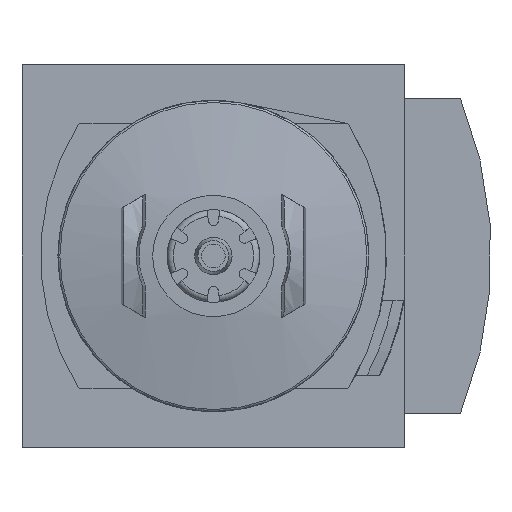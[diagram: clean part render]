
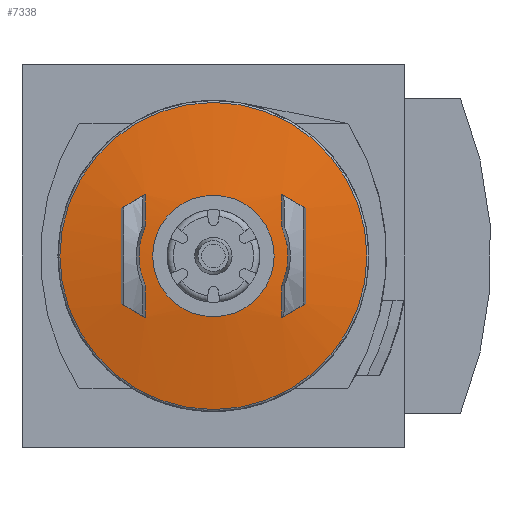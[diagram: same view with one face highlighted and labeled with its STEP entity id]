
A CAD part, front view. The second image highlights one B-rep face of the part: STEP entity #7338.
In plain terms, the highlighted spherical face has radius 110 mm.
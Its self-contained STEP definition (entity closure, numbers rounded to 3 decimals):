
#30=SPHERICAL_SURFACE('',#7792,110.);
#1521=CIRCLE('',#7759,109.361);
#1522=CIRCLE('',#7761,109.618);
#1523=CIRCLE('',#7763,9.837);
#1524=CIRCLE('',#7765,12.072);
#1525=CIRCLE('',#7767,109.618);
#1526=CIRCLE('',#7769,109.361);
#1527=CIRCLE('',#7771,109.085);
#1528=CIRCLE('',#7773,108.704);
#1529=CIRCLE('',#7775,109.085);
#1530=CIRCLE('',#7777,109.361);
#1531=CIRCLE('',#7779,109.618);
#1532=CIRCLE('',#7781,12.072);
#1533=CIRCLE('',#7783,109.618);
#1534=CIRCLE('',#7785,109.361);
#1535=CIRCLE('',#7787,109.085);
#1536=CIRCLE('',#7789,108.704);
#1537=CIRCLE('',#7791,109.085);
#1538=CIRCLE('',#7793,24.87);
#2841=ORIENTED_EDGE('',*,*,#3867,.T.);
#2842=ORIENTED_EDGE('',*,*,#3840,.T.);
#2843=ORIENTED_EDGE('',*,*,#3837,.T.);
#2844=ORIENTED_EDGE('',*,*,#3834,.T.);
#2845=ORIENTED_EDGE('',*,*,#3850,.T.);
#2846=ORIENTED_EDGE('',*,*,#3848,.T.);
#2847=ORIENTED_EDGE('',*,*,#3846,.T.);
#2848=ORIENTED_EDGE('',*,*,#3844,.T.);
#2849=ORIENTED_EDGE('',*,*,#3842,.T.);
#2850=ORIENTED_EDGE('',*,*,#3866,.T.);
#2851=ORIENTED_EDGE('',*,*,#3864,.T.);
#2852=ORIENTED_EDGE('',*,*,#3862,.T.);
#2853=ORIENTED_EDGE('',*,*,#3860,.T.);
#2854=ORIENTED_EDGE('',*,*,#3858,.T.);
#2855=ORIENTED_EDGE('',*,*,#3856,.T.);
#2856=ORIENTED_EDGE('',*,*,#3854,.T.);
#2857=ORIENTED_EDGE('',*,*,#3851,.T.);
#2858=ORIENTED_EDGE('',*,*,#3839,.F.);
#3834=EDGE_CURVE('',#4443,#4444,#1521,.T.);
#3837=EDGE_CURVE('',#4445,#4443,#1522,.T.);
#3839=EDGE_CURVE('',#4446,#4446,#1523,.T.);
#3840=EDGE_CURVE('',#4447,#4445,#1524,.F.);
#3842=EDGE_CURVE('',#4448,#4447,#1525,.T.);
#3844=EDGE_CURVE('',#4449,#4448,#1526,.T.);
#3846=EDGE_CURVE('',#4450,#4449,#1527,.T.);
#3848=EDGE_CURVE('',#4451,#4450,#1528,.T.);
#3850=EDGE_CURVE('',#4444,#4451,#1529,.T.);
#3851=EDGE_CURVE('',#4452,#4453,#1530,.T.);
#3854=EDGE_CURVE('',#4454,#4452,#1531,.T.);
#3856=EDGE_CURVE('',#4455,#4454,#1532,.F.);
#3858=EDGE_CURVE('',#4456,#4455,#1533,.T.);
#3860=EDGE_CURVE('',#4457,#4456,#1534,.T.);
#3862=EDGE_CURVE('',#4458,#4457,#1535,.T.);
#3864=EDGE_CURVE('',#4459,#4458,#1536,.T.);
#3866=EDGE_CURVE('',#4453,#4459,#1537,.T.);
#3867=EDGE_CURVE('',#4460,#4460,#1538,.T.);
#4443=VERTEX_POINT('',#10874);
#4444=VERTEX_POINT('',#10875);
#4445=VERTEX_POINT('',#10880);
#4446=VERTEX_POINT('',#10887);
#4447=VERTEX_POINT('',#10890);
#4448=VERTEX_POINT('',#10897);
#4449=VERTEX_POINT('',#10901);
#4450=VERTEX_POINT('',#10905);
#4451=VERTEX_POINT('',#10909);
#4452=VERTEX_POINT('',#10915);
#4453=VERTEX_POINT('',#10916);
#4454=VERTEX_POINT('',#10921);
#4455=VERTEX_POINT('',#10928);
#4456=VERTEX_POINT('',#10935);
#4457=VERTEX_POINT('',#10939);
#4458=VERTEX_POINT('',#10943);
#4459=VERTEX_POINT('',#10947);
#4460=VERTEX_POINT('',#10953);
#4811=EDGE_LOOP('',(#2841));
#4812=EDGE_LOOP('',(#2842,#2843,#2844,#2845,#2846,#2847,#2848,#2849));
#4813=EDGE_LOOP('',(#2850,#2851,#2852,#2853,#2854,#2855,#2856,#2857));
#4814=EDGE_LOOP('',(#2858));
#5147=FACE_BOUND('',#4811,.T.);
#5148=FACE_BOUND('',#4812,.T.);
#5149=FACE_BOUND('',#4813,.T.);
#5150=FACE_BOUND('',#4814,.T.);
#7338=ADVANCED_FACE('',(#5147,#5148,#5149,#5150),#30,.T.);
#7759=AXIS2_PLACEMENT_3D('',#10873,#9095,#9096);
#7761=AXIS2_PLACEMENT_3D('',#10879,#9101,#9102);
#7763=AXIS2_PLACEMENT_3D('',#10886,#9105,#9106);
#7765=AXIS2_PLACEMENT_3D('',#10889,#9109,#9110);
#7767=AXIS2_PLACEMENT_3D('',#10896,#9113,#9114);
#7769=AXIS2_PLACEMENT_3D('',#10900,#9118,#9119);
#7771=AXIS2_PLACEMENT_3D('',#10904,#9123,#9124);
#7773=AXIS2_PLACEMENT_3D('',#10908,#9128,#9129);
#7775=AXIS2_PLACEMENT_3D('',#10912,#9133,#9134);
#7777=AXIS2_PLACEMENT_3D('',#10914,#9137,#9138);
#7779=AXIS2_PLACEMENT_3D('',#10920,#9143,#9144);
#7781=AXIS2_PLACEMENT_3D('',#10927,#9147,#9148);
#7783=AXIS2_PLACEMENT_3D('',#10934,#9151,#9152);
#7785=AXIS2_PLACEMENT_3D('',#10938,#9156,#9157);
#7787=AXIS2_PLACEMENT_3D('',#10942,#9161,#9162);
#7789=AXIS2_PLACEMENT_3D('',#10946,#9166,#9167);
#7791=AXIS2_PLACEMENT_3D('',#10950,#9171,#9172);
#7792=AXIS2_PLACEMENT_3D('',#10951,#9173,#9174);
#7793=AXIS2_PLACEMENT_3D('',#10952,#9175,#9176);
#9095=DIRECTION('',(0.,-0.017,1.));
#9096=DIRECTION('',(0.,-1.,-0.017));
#9101=DIRECTION('',(-1.,-0.017,0.));
#9102=DIRECTION('',(0.017,-1.,0.));
#9105=DIRECTION('',(0.,-1.,0.));
#9106=DIRECTION('',(0.,0.,-1.));
#9109=DIRECTION('',(0.,1.,0.));
#9110=DIRECTION('',(0.,0.,1.));
#9113=DIRECTION('',(-1.,-0.017,0.));
#9114=DIRECTION('',(0.017,-1.,0.));
#9118=DIRECTION('',(0.,-0.017,-1.));
#9119=DIRECTION('',(0.,1.,-0.017));
#9123=DIRECTION('',(0.5,0.,-0.866));
#9124=DIRECTION('',(-0.866,0.,-0.5));
#9128=DIRECTION('',(1.,-0.017,0.));
#9129=DIRECTION('',(0.017,1.,0.));
#9133=DIRECTION('',(0.5,0.,0.866));
#9134=DIRECTION('',(0.866,0.,-0.5));
#9137=DIRECTION('',(0.,-0.017,-1.));
#9138=DIRECTION('',(0.,1.,-0.017));
#9143=DIRECTION('',(1.,-0.017,0.));
#9144=DIRECTION('',(0.017,1.,0.));
#9147=DIRECTION('',(0.,1.,0.));
#9148=DIRECTION('',(0.,0.,1.));
#9151=DIRECTION('',(1.,-0.017,0.));
#9152=DIRECTION('',(0.017,1.,0.));
#9156=DIRECTION('',(0.,-0.017,1.));
#9157=DIRECTION('',(0.,-1.,-0.017));
#9161=DIRECTION('',(-0.5,0.,0.866));
#9162=DIRECTION('',(0.866,0.,0.5));
#9166=DIRECTION('',(-1.,-0.017,0.));
#9167=DIRECTION('',(0.017,-1.,0.));
#9171=DIRECTION('',(-0.5,0.,-0.866));
#9172=DIRECTION('',(-0.866,0.,0.5));
#9173=DIRECTION('',(0.,-1.,0.));
#9174=DIRECTION('',(1.,0.,0.));
#9175=DIRECTION('',(0.,-1.,0.));
#9176=DIRECTION('',(0.,0.,-1.));
#10873=CARTESIAN_POINT('',(0.,-45.977,11.833));
#10874=CARTESIAN_POINT('',(11.066,-154.761,9.934));
#10875=CARTESIAN_POINT('',(11.114,-154.756,9.934));
#10879=CARTESIAN_POINT('',(9.16,-45.611,0.));
#10880=CARTESIAN_POINT('',(11.072,-155.106,4.811));
#10886=CARTESIAN_POINT('',(0.,-155.33,0.));
#10887=CARTESIAN_POINT('',(0.,-155.33,-9.837));
#10889=CARTESIAN_POINT('',(0.,-155.106,0.));
#10890=CARTESIAN_POINT('',(11.072,-155.106,-4.811));
#10896=CARTESIAN_POINT('',(9.16,-45.611,0.));
#10897=CARTESIAN_POINT('',(11.066,-154.761,-9.934));
#10900=CARTESIAN_POINT('',(0.,-45.977,-11.833));
#10901=CARTESIAN_POINT('',(11.114,-154.756,-9.934));
#10904=CARTESIAN_POINT('',(7.08,-45.771,-12.263));
#10905=CARTESIAN_POINT('',(14.939,-154.477,-7.726));
#10908=CARTESIAN_POINT('',(16.832,-46.065,0.));
#10909=CARTESIAN_POINT('',(14.939,-154.477,7.726));
#10912=CARTESIAN_POINT('',(7.08,-45.771,12.263));
#10914=CARTESIAN_POINT('',(0.,-45.977,-11.833));
#10915=CARTESIAN_POINT('',(-11.066,-154.761,-9.934));
#10916=CARTESIAN_POINT('',(-11.114,-154.756,-9.934));
#10920=CARTESIAN_POINT('',(-9.16,-45.611,0.));
#10921=CARTESIAN_POINT('',(-11.072,-155.106,-4.811));
#10927=CARTESIAN_POINT('',(0.,-155.106,0.));
#10928=CARTESIAN_POINT('',(-11.072,-155.106,4.811));
#10934=CARTESIAN_POINT('',(-9.16,-45.611,0.));
#10935=CARTESIAN_POINT('',(-11.066,-154.761,9.934));
#10938=CARTESIAN_POINT('',(0.,-45.977,11.833));
#10939=CARTESIAN_POINT('',(-11.114,-154.756,9.934));
#10942=CARTESIAN_POINT('',(-7.08,-45.771,12.263));
#10943=CARTESIAN_POINT('',(-14.939,-154.477,7.726));
#10946=CARTESIAN_POINT('',(-16.832,-46.065,0.));
#10947=CARTESIAN_POINT('',(-14.939,-154.477,-7.726));
#10950=CARTESIAN_POINT('',(-7.08,-45.771,-12.263));
#10951=CARTESIAN_POINT('',(0.,-45.771,0.));
#10952=CARTESIAN_POINT('',(0.,-152.922,0.));
#10953=CARTESIAN_POINT('',(0.,-152.922,-24.87));
